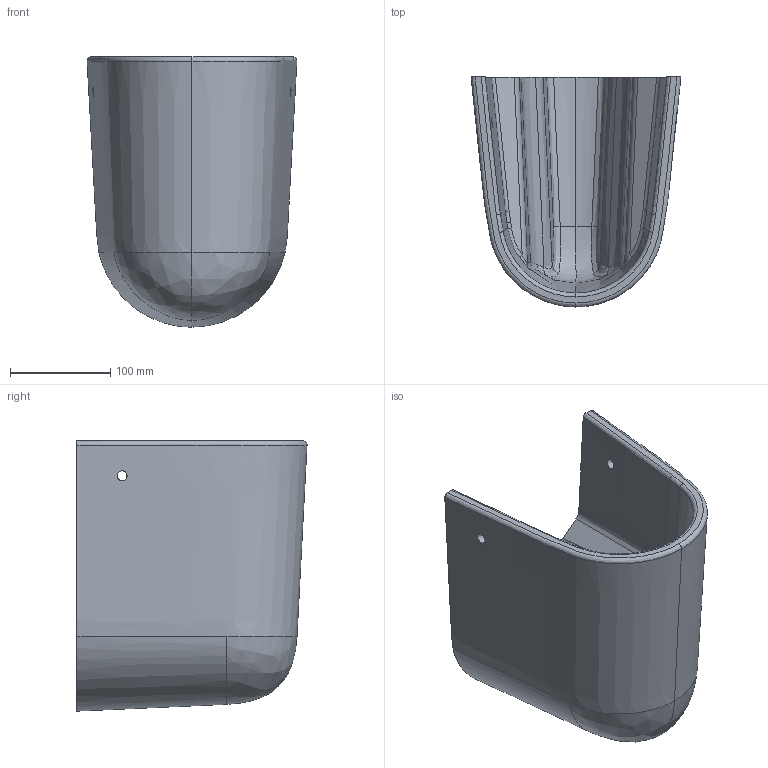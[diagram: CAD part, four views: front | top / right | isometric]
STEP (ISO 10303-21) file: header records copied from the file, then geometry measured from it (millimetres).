
FILE_DESCRIPTION(/* description */ (''),/* implementation_level */ '2;1');
FILE_NAME(/* name */ '03_PRT_PRI000080_required_master.stp',/* time_stamp */ '2016-03-08T17:12:07+01:00',/* author */ (''),/* organization */ (''),/* preprocessor_version */ 'ST-DEVELOPER v16',/* originating_system */ 'SIEMENS PLM Software NX 10.0',/* authorisation */ '');
FILE_SCHEMA (('AP203_CONFIGURATION_CONTROLLED_3D_DESIGN_OF_MECHANICAL_PARTS_AND_ASSEMBLIES_MIM_LF { 1 0 10303 403 2 1 2}'));
Length unit declared in the file: millimetre
Products named in the file (1): rein19441A83q33y
Bounding box: 209.54 x 229.78 x 270 mm (x, y, z)
Volume: 3048180.9 mm3; surface area: 314281.2 mm2
Topology: 1 solids, 1 shells, 65 faces, 167 edges, 104 vertices
Faces by surface type: bspline 51, plane 8, cylinder 4, cone 2
Full cylindrical faces by diameter (mm): 10 x2
Entity records: 10495 total; most frequent: CARTESIAN_POINT 9266, ORIENTED_EDGE 330, EDGE_CURVE 165, B_SPLINE_CURVE_WITH_KNOTS 133, VERTEX_POINT 104, DIRECTION 80, EDGE_LOOP 71, ADVANCED_FACE 65
